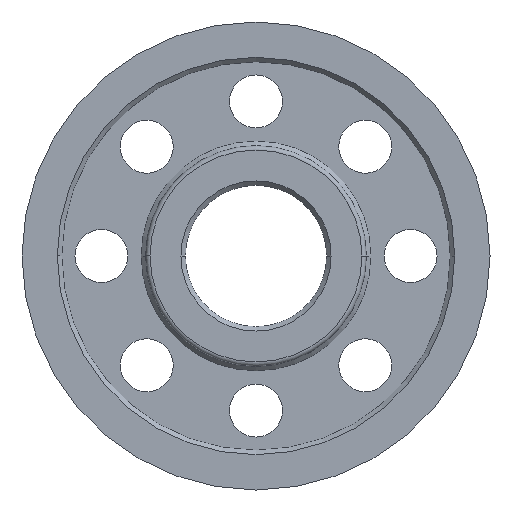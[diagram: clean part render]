
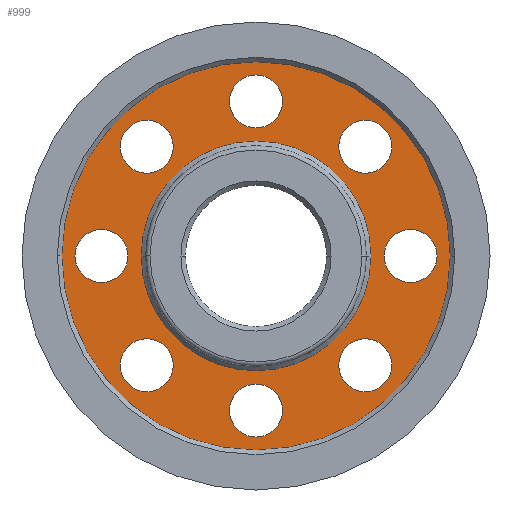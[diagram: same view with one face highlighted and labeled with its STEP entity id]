
A CAD part, front view. The second image highlights one B-rep face of the part: STEP entity #999.
In plain terms, the highlighted planar face has unit normal (0, -1, 0).
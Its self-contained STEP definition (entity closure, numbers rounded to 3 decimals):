
#256=CARTESIAN_POINT('',(0.,2.,-35.));
#257=DIRECTION('',(0.,-1.,0.));
#258=DIRECTION('',(-1.,0.,0.));
#259=AXIS2_PLACEMENT_3D('',#256,#257,#258);
#265=CARTESIAN_POINT('',(0.,2.,0.));
#266=DIRECTION('',(0.,-1.,0.));
#267=DIRECTION('',(1.,0.,0.));
#268=AXIS2_PLACEMENT_3D('',#265,#266,#267);
#270=CARTESIAN_POINT('',(0.,2.,0.));
#271=DIRECTION('',(0.,-1.,0.));
#272=DIRECTION('',(-1.,0.,0.));
#273=AXIS2_PLACEMENT_3D('',#270,#271,#272);
#275=CARTESIAN_POINT('',(0.,2.,0.));
#276=DIRECTION('',(0.,1.,0.));
#277=DIRECTION('',(-1.,0.,0.));
#278=AXIS2_PLACEMENT_3D('',#275,#276,#277);
#280=CARTESIAN_POINT('',(0.,2.,0.));
#281=DIRECTION('',(0.,1.,0.));
#282=DIRECTION('',(1.,0.,0.));
#283=AXIS2_PLACEMENT_3D('',#280,#281,#282);
#285=CARTESIAN_POINT('',(0.,2.,-35.));
#286=DIRECTION('',(0.,-1.,0.));
#287=DIRECTION('',(1.,0.,0.));
#288=AXIS2_PLACEMENT_3D('',#285,#286,#287);
#294=CARTESIAN_POINT('',(24.749,2.,-24.749));
#295=DIRECTION('',(0.,-1.,0.));
#296=DIRECTION('',(-0.707,0.,-0.707));
#297=AXIS2_PLACEMENT_3D('',#294,#295,#296);
#303=CARTESIAN_POINT('',(24.749,2.,-24.749));
#304=DIRECTION('',(0.,-1.,0.));
#305=DIRECTION('',(0.707,0.,0.707));
#306=AXIS2_PLACEMENT_3D('',#303,#304,#305);
#312=CARTESIAN_POINT('',(35.,2.,0.));
#313=DIRECTION('',(0.,-1.,0.));
#314=DIRECTION('',(0.,0.,-1.));
#315=AXIS2_PLACEMENT_3D('',#312,#313,#314);
#321=CARTESIAN_POINT('',(35.,2.,0.));
#322=DIRECTION('',(0.,-1.,0.));
#323=DIRECTION('',(0.,0.,1.));
#324=AXIS2_PLACEMENT_3D('',#321,#322,#323);
#330=CARTESIAN_POINT('',(24.749,2.,24.749));
#331=DIRECTION('',(0.,-1.,0.));
#332=DIRECTION('',(0.707,0.,-0.707));
#333=AXIS2_PLACEMENT_3D('',#330,#331,#332);
#339=CARTESIAN_POINT('',(24.749,2.,24.749));
#340=DIRECTION('',(0.,-1.,0.));
#341=DIRECTION('',(-0.707,0.,0.707));
#342=AXIS2_PLACEMENT_3D('',#339,#340,#341);
#348=CARTESIAN_POINT('',(0.,2.,35.));
#349=DIRECTION('',(0.,-1.,0.));
#350=DIRECTION('',(1.,0.,0.));
#351=AXIS2_PLACEMENT_3D('',#348,#349,#350);
#357=CARTESIAN_POINT('',(0.,2.,35.));
#358=DIRECTION('',(0.,-1.,0.));
#359=DIRECTION('',(-1.,0.,0.));
#360=AXIS2_PLACEMENT_3D('',#357,#358,#359);
#366=CARTESIAN_POINT('',(-24.749,2.,24.749));
#367=DIRECTION('',(0.,-1.,0.));
#368=DIRECTION('',(0.707,0.,0.707));
#369=AXIS2_PLACEMENT_3D('',#366,#367,#368);
#375=CARTESIAN_POINT('',(-24.749,2.,24.749));
#376=DIRECTION('',(0.,-1.,0.));
#377=DIRECTION('',(-0.707,0.,-0.707));
#378=AXIS2_PLACEMENT_3D('',#375,#376,#377);
#384=CARTESIAN_POINT('',(-35.,2.,0.));
#385=DIRECTION('',(0.,-1.,0.));
#386=DIRECTION('',(0.,0.,1.));
#387=AXIS2_PLACEMENT_3D('',#384,#385,#386);
#393=CARTESIAN_POINT('',(-35.,2.,0.));
#394=DIRECTION('',(0.,-1.,0.));
#395=DIRECTION('',(0.,0.,-1.));
#396=AXIS2_PLACEMENT_3D('',#393,#394,#395);
#402=CARTESIAN_POINT('',(-24.749,2.,-24.749));
#403=DIRECTION('',(0.,-1.,0.));
#404=DIRECTION('',(-0.707,0.,0.707));
#405=AXIS2_PLACEMENT_3D('',#402,#403,#404);
#411=CARTESIAN_POINT('',(-24.749,2.,-24.749));
#412=DIRECTION('',(0.,-1.,0.));
#413=DIRECTION('',(0.707,0.,-0.707));
#414=AXIS2_PLACEMENT_3D('',#411,#412,#413);
#559=CARTESIAN_POINT('',(-6.,2.,-35.));
#560=CARTESIAN_POINT('',(6.,2.,-35.));
#561=VERTEX_POINT('',#559);
#562=VERTEX_POINT('',#560);
#563=CARTESIAN_POINT('',(20.506,2.,-28.991));
#564=CARTESIAN_POINT('',(28.991,2.,-20.506));
#565=VERTEX_POINT('',#563);
#566=VERTEX_POINT('',#564);
#567=CARTESIAN_POINT('',(35.,2.,-6.));
#568=CARTESIAN_POINT('',(35.,2.,6.));
#569=VERTEX_POINT('',#567);
#570=VERTEX_POINT('',#568);
#571=CARTESIAN_POINT('',(28.991,2.,20.506));
#572=CARTESIAN_POINT('',(20.506,2.,28.991));
#573=VERTEX_POINT('',#571);
#574=VERTEX_POINT('',#572);
#575=CARTESIAN_POINT('',(6.,2.,35.));
#576=CARTESIAN_POINT('',(-6.,2.,35.));
#577=VERTEX_POINT('',#575);
#578=VERTEX_POINT('',#576);
#579=CARTESIAN_POINT('',(-20.506,2.,28.991));
#580=CARTESIAN_POINT('',(-28.991,2.,20.506));
#581=VERTEX_POINT('',#579);
#582=VERTEX_POINT('',#580);
#583=CARTESIAN_POINT('',(-35.,2.,6.));
#584=CARTESIAN_POINT('',(-35.,2.,-6.));
#585=VERTEX_POINT('',#583);
#586=VERTEX_POINT('',#584);
#587=CARTESIAN_POINT('',(-28.991,2.,-20.506));
#588=CARTESIAN_POINT('',(-20.506,2.,-28.991));
#589=VERTEX_POINT('',#587);
#590=VERTEX_POINT('',#588);
#595=CARTESIAN_POINT('',(26.,2.,0.));
#596=CARTESIAN_POINT('',(-26.,2.,0.));
#597=VERTEX_POINT('',#595);
#598=VERTEX_POINT('',#596);
#603=CARTESIAN_POINT('',(-44.,2.,0.));
#604=CARTESIAN_POINT('',(44.,2.,0.));
#605=VERTEX_POINT('',#603);
#606=VERTEX_POINT('',#604);
#935=CARTESIAN_POINT('',(0.,2.,0.));
#936=DIRECTION('',(0.,-1.,0.));
#937=DIRECTION('',(-1.,0.,0.));
#938=AXIS2_PLACEMENT_3D('',#935,#936,#937);
#939=PLANE('',#938);
#941=ORIENTED_EDGE('',*,*,#940,.T.);
#943=ORIENTED_EDGE('',*,*,#942,.T.);
#944=EDGE_LOOP('',(#941,#943));
#945=FACE_OUTER_BOUND('',#944,.F.);
#947=ORIENTED_EDGE('',*,*,#946,.T.);
#949=ORIENTED_EDGE('',*,*,#948,.T.);
#950=EDGE_LOOP('',(#947,#949));
#951=FACE_BOUND('',#950,.F.);
#953=ORIENTED_EDGE('',*,*,#952,.T.);
#955=ORIENTED_EDGE('',*,*,#954,.T.);
#956=EDGE_LOOP('',(#953,#955));
#957=FACE_BOUND('',#956,.F.);
#959=ORIENTED_EDGE('',*,*,#958,.T.);
#961=ORIENTED_EDGE('',*,*,#960,.T.);
#962=EDGE_LOOP('',(#959,#961));
#963=FACE_BOUND('',#962,.F.);
#965=ORIENTED_EDGE('',*,*,#964,.T.);
#967=ORIENTED_EDGE('',*,*,#966,.T.);
#968=EDGE_LOOP('',(#965,#967));
#969=FACE_BOUND('',#968,.F.);
#971=ORIENTED_EDGE('',*,*,#970,.T.);
#973=ORIENTED_EDGE('',*,*,#972,.T.);
#974=EDGE_LOOP('',(#971,#973));
#975=FACE_BOUND('',#974,.F.);
#977=ORIENTED_EDGE('',*,*,#976,.T.);
#979=ORIENTED_EDGE('',*,*,#978,.T.);
#980=EDGE_LOOP('',(#977,#979));
#981=FACE_BOUND('',#980,.F.);
#983=ORIENTED_EDGE('',*,*,#982,.T.);
#985=ORIENTED_EDGE('',*,*,#984,.T.);
#986=EDGE_LOOP('',(#983,#985));
#987=FACE_BOUND('',#986,.F.);
#989=ORIENTED_EDGE('',*,*,#988,.T.);
#991=ORIENTED_EDGE('',*,*,#990,.T.);
#992=EDGE_LOOP('',(#989,#991));
#993=FACE_BOUND('',#992,.F.);
#994=ORIENTED_EDGE('',*,*,#925,.T.);
#996=ORIENTED_EDGE('',*,*,#995,.T.);
#997=EDGE_LOOP('',(#994,#996));
#998=FACE_BOUND('',#997,.F.);
#999=ADVANCED_FACE('',(#945,#951,#957,#963,#969,#975,#981,#987,#993,#998),#939,
.T.);
#260=CIRCLE('',#259,6.);
#269=CIRCLE('',#268,26.);
#274=CIRCLE('',#273,26.);
#279=CIRCLE('',#278,44.);
#284=CIRCLE('',#283,44.);
#289=CIRCLE('',#288,6.);
#298=CIRCLE('',#297,6.);
#307=CIRCLE('',#306,6.);
#316=CIRCLE('',#315,6.);
#325=CIRCLE('',#324,6.);
#334=CIRCLE('',#333,6.);
#343=CIRCLE('',#342,6.);
#352=CIRCLE('',#351,6.);
#361=CIRCLE('',#360,6.);
#370=CIRCLE('',#369,6.);
#379=CIRCLE('',#378,6.);
#388=CIRCLE('',#387,6.);
#397=CIRCLE('',#396,6.);
#406=CIRCLE('',#405,6.);
#415=CIRCLE('',#414,6.);
#925=EDGE_CURVE('',#561,#562,#260,.T.);
#940=EDGE_CURVE('',#605,#606,#279,.T.);
#942=EDGE_CURVE('',#606,#605,#284,.T.);
#946=EDGE_CURVE('',#565,#566,#298,.T.);
#948=EDGE_CURVE('',#566,#565,#307,.T.);
#952=EDGE_CURVE('',#569,#570,#316,.T.);
#954=EDGE_CURVE('',#570,#569,#325,.T.);
#958=EDGE_CURVE('',#573,#574,#334,.T.);
#960=EDGE_CURVE('',#574,#573,#343,.T.);
#964=EDGE_CURVE('',#577,#578,#352,.T.);
#966=EDGE_CURVE('',#578,#577,#361,.T.);
#970=EDGE_CURVE('',#581,#582,#370,.T.);
#972=EDGE_CURVE('',#582,#581,#379,.T.);
#976=EDGE_CURVE('',#585,#586,#388,.T.);
#978=EDGE_CURVE('',#586,#585,#397,.T.);
#982=EDGE_CURVE('',#589,#590,#406,.T.);
#984=EDGE_CURVE('',#590,#589,#415,.T.);
#988=EDGE_CURVE('',#597,#598,#269,.T.);
#990=EDGE_CURVE('',#598,#597,#274,.T.);
#995=EDGE_CURVE('',#562,#561,#289,.T.);
